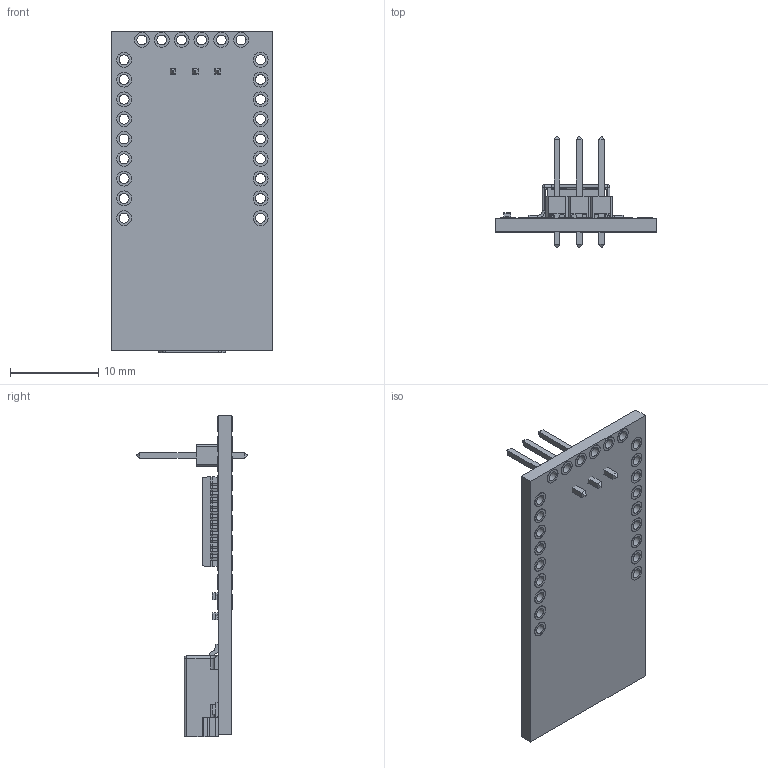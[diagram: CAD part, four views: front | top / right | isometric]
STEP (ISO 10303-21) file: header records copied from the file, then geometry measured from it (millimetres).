
FILE_DESCRIPTION(/* description */ (''),/* implementation_level */ '2;1');
FILE_NAME(/* name */ 'FTDI USB to TTL Serial Adapter.stp',/* time_stamp */ '2018-03-14T16:04:55-04:00',/* author */ ('QC'),/* organization */ (''),/* preprocessor_version */ 'ST-DEVELOPER v16.5',/* originating_system */ 'Autodesk Inventor 2017',/* authorisation */ '');
FILE_SCHEMA (('AUTOMOTIVE_DESIGN { 1 0 10303 214 3 1 1 }'));
Length unit declared in the file: millimetre
Products named in the file (6): Serial Adapter Assembly; SerialAdaptor PCB; Mini USB; ssop28_model; LED 0603 single color; Male Header 2.54mm Pitch 3x1
Assembly tree (7 placements, depth 2):
  Serial Adapter Assembly
    SerialAdaptor PCB
    Mini USB
    ssop28_model
    LED 0603 single color  x3
    Male Header 2.54mm Pitch 3x1
Bounding box: 18.4 x 12.6 x 36.55 mm (x, y, z)
Volume: 1271.8 mm3; surface area: 2660.2 mm2
Topology: 47 solids, 47 shells, 1190 faces, 2948 edges, 1913 vertices
Faces by surface type: plane 939, cylinder 235, bspline 12, sphere 2, torus 2
Full cylindrical faces by diameter (mm): 0.9 x1, 1.118 x24, 1.7 x48
Entity records: 31258 total; most frequent: CARTESIAN_POINT 5401, DIRECTION 5166, ORIENTED_EDGE 5100, EDGE_CURVE 2550, LINE 2090, VECTOR 2090, VERTEX_POINT 1691, AXIS2_PLACEMENT_3D 1538
